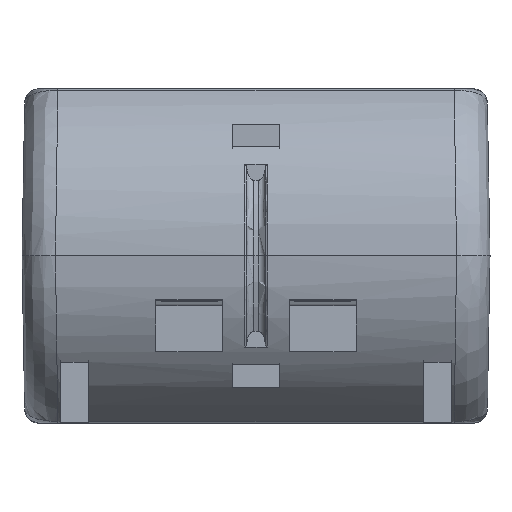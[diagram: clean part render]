
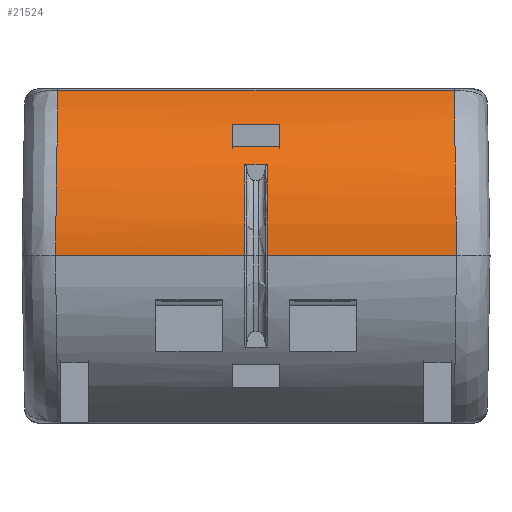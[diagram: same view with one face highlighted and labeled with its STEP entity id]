
A CAD part, top view. The second image highlights one B-rep face of the part: STEP entity #21524.
In plain terms, the highlighted cylindrical face has radius 19.5 mm (diameter 39 mm), a partial arc.
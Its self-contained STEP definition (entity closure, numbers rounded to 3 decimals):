
#1055=B_SPLINE_CURVE_WITH_KNOTS('',3,(#43887,#43888,#43889,#43890,#43891,
#43892,#43893,#43894,#43895,#43896,#43897,#43898,#43899,#43900,#43901,#43902,
#43903,#43904,#43905,#43906,#43907,#43908,#43909),.UNSPECIFIED.,.F.,.F.,
(4,1,1,1,1,1,1,1,1,1,1,1,1,1,1,1,1,1,1,1,4),(0.,0.125,0.25,0.313,0.375,
0.406,0.438,0.469,0.484,0.492,0.5,0.508,0.516,0.531,
0.563,0.594,0.625,0.688,0.75,0.875,1.),.UNSPECIFIED.);
#1056=B_SPLINE_CURVE_WITH_KNOTS('',3,(#43966,#43967,#43968,#43969,#43970,
#43971,#43972,#43973,#43974,#43975,#43976,#43977,#43978,#43979,#43980,#43981,
#43982,#43983,#43984,#43985,#43986,#43987,#43988),.UNSPECIFIED.,.F.,.F.,
(4,1,1,1,1,1,1,1,1,1,1,1,1,1,1,1,1,1,1,1,4),(0.,0.125,0.25,0.313,0.375,
0.406,0.438,0.469,0.484,0.492,0.5,0.508,0.516,0.531,
0.563,0.594,0.625,0.688,0.75,0.875,1.),.UNSPECIFIED.);
#1300=CYLINDRICAL_SURFACE('',#23335,19.5);
#1739=CIRCLE('',#23320,19.5);
#1741=CIRCLE('',#23324,19.5);
#1744=CIRCLE('',#23330,19.5);
#1745=CIRCLE('',#23333,19.5);
#7923=ORIENTED_EDGE('',*,*,#11180,.T.);
#7924=ORIENTED_EDGE('',*,*,#11181,.T.);
#7925=ORIENTED_EDGE('',*,*,#11175,.T.);
#7926=ORIENTED_EDGE('',*,*,#11168,.T.);
#7927=ORIENTED_EDGE('',*,*,#11170,.T.);
#7928=ORIENTED_EDGE('',*,*,#11172,.T.);
#7929=ORIENTED_EDGE('',*,*,#11174,.T.);
#7930=ORIENTED_EDGE('',*,*,#11179,.T.);
#7931=ORIENTED_EDGE('',*,*,#11188,.T.);
#7932=ORIENTED_EDGE('',*,*,#11189,.T.);
#7933=ORIENTED_EDGE('',*,*,#11184,.T.);
#7934=ORIENTED_EDGE('',*,*,#11186,.T.);
#11168=EDGE_CURVE('',#13269,#13270,#1739,.T.);
#11170=EDGE_CURVE('',#13270,#13271,#15223,.T.);
#11172=EDGE_CURVE('',#13271,#13272,#1741,.T.);
#11174=EDGE_CURVE('',#13272,#13273,#15224,.T.);
#11175=EDGE_CURVE('',#13274,#13269,#15225,.T.);
#11179=EDGE_CURVE('',#13273,#13263,#1055,.T.);
#11180=EDGE_CURVE('',#13263,#13265,#15226,.T.);
#11181=EDGE_CURVE('',#13265,#13274,#1056,.T.);
#11184=EDGE_CURVE('',#13275,#13276,#1744,.T.);
#11186=EDGE_CURVE('',#13276,#13277,#15230,.T.);
#11188=EDGE_CURVE('',#13277,#13278,#1745,.T.);
#11189=EDGE_CURVE('',#13278,#13275,#15232,.T.);
#13263=VERTEX_POINT('',#43628);
#13265=VERTEX_POINT('',#43750);
#13269=VERTEX_POINT('',#43796);
#13270=VERTEX_POINT('',#43802);
#13271=VERTEX_POINT('',#43810);
#13272=VERTEX_POINT('',#43814);
#13273=VERTEX_POINT('',#43822);
#13274=VERTEX_POINT('',#43825);
#13275=VERTEX_POINT('',#43991);
#13276=VERTEX_POINT('',#43993);
#13277=VERTEX_POINT('',#43997);
#13278=VERTEX_POINT('',#44001);
#15223=LINE('',#43811,#17185);
#15224=LINE('',#43823,#17186);
#15225=LINE('',#43824,#17187);
#15226=LINE('',#43911,#17188);
#15230=LINE('',#43998,#17192);
#15232=LINE('',#44004,#17194);
#17185=VECTOR('',#28336,1000.);
#17186=VECTOR('',#28345,1000.);
#17187=VECTOR('',#28346,1000.);
#17188=VECTOR('',#28353,1000.);
#17192=VECTOR('',#28363,1000.);
#17194=VECTOR('',#28371,1000.);
#18467=EDGE_LOOP('',(#7923,#7924,#7925,#7926,#7927,#7928,#7929,#7930));
#18468=EDGE_LOOP('',(#7931,#7932,#7933,#7934));
#19714=FACE_BOUND('',#18467,.T.);
#19715=FACE_BOUND('',#18468,.T.);
#21524=ADVANCED_FACE('',(#19714,#19715),#1300,.T.);
#23320=AXIS2_PLACEMENT_3D('',#43803,#28332,#28333);
#23324=AXIS2_PLACEMENT_3D('',#43815,#28341,#28342);
#23330=AXIS2_PLACEMENT_3D('',#43994,#28358,#28359);
#23333=AXIS2_PLACEMENT_3D('',#44002,#28367,#28368);
#23335=AXIS2_PLACEMENT_3D('',#44005,#28372,#28373);
#28332=DIRECTION('',(-1.,0.,0.));
#28333=DIRECTION('',(0.,0.,-1.));
#28336=DIRECTION('',(1.,0.,0.));
#28341=DIRECTION('',(1.,0.,0.));
#28342=DIRECTION('',(0.,0.,-1.));
#28345=DIRECTION('',(1.,0.,0.));
#28346=DIRECTION('',(1.,0.,0.));
#28353=DIRECTION('',(-1.,0.,0.));
#28358=DIRECTION('',(-1.,0.,0.));
#28359=DIRECTION('',(0.,0.,-1.));
#28363=DIRECTION('',(1.,0.,0.));
#28367=DIRECTION('',(1.,0.,0.));
#28368=DIRECTION('',(0.,0.,-1.));
#28371=DIRECTION('',(-1.,0.,0.));
#28372=DIRECTION('',(1.,0.,0.));
#28373=DIRECTION('',(0.,0.,-1.));
#43628=CARTESIAN_POINT('',(20.751,-17.333,-31.933));
#43750=CARTESIAN_POINT('',(-20.751,-17.333,-31.933));
#43796=CARTESIAN_POINT('',(-1.179,0.,-42.5));
#43802=CARTESIAN_POINT('',(-1.179,-9.558,-39.997));
#43803=CARTESIAN_POINT('',(-1.179,0.,-23.));
#43810=CARTESIAN_POINT('',(1.179,-9.558,-39.997));
#43811=CARTESIAN_POINT('',(-24.5,-9.558,-39.997));
#43814=CARTESIAN_POINT('',(1.179,0.,-42.5));
#43815=CARTESIAN_POINT('',(1.179,0.,-23.));
#43822=CARTESIAN_POINT('',(20.999,0.,-42.5));
#43823=CARTESIAN_POINT('',(-24.5,0.,-42.5));
#43824=CARTESIAN_POINT('',(-24.5,0.,-42.5));
#43825=CARTESIAN_POINT('',(-20.999,0.,-42.5));
#43887=CARTESIAN_POINT('',(20.999,0.,-42.5));
#43888=CARTESIAN_POINT('',(20.983,-1.18,-42.5));
#43889=CARTESIAN_POINT('',(20.951,-3.393,-42.286));
#43890=CARTESIAN_POINT('',(20.918,-5.727,-41.676));
#43891=CARTESIAN_POINT('',(20.895,-7.328,-41.084));
#43892=CARTESIAN_POINT('',(20.882,-8.221,-40.689));
#43893=CARTESIAN_POINT('',(20.873,-8.872,-40.367));
#43894=CARTESIAN_POINT('',(20.866,-9.329,-40.126));
#43895=CARTESIAN_POINT('',(20.861,-9.687,-39.925));
#43896=CARTESIAN_POINT('',(20.857,-9.92,-39.789));
#43897=CARTESIAN_POINT('',(20.855,-10.058,-39.706));
#43898=CARTESIAN_POINT('',(20.854,-10.133,-39.66));
#43899=CARTESIAN_POINT('',(20.852,-10.309,-39.553));
#43900=CARTESIAN_POINT('',(20.849,-10.505,-39.429));
#43901=CARTESIAN_POINT('',(20.844,-10.862,-39.198));
#43902=CARTESIAN_POINT('',(20.837,-11.349,-38.862));
#43903=CARTESIAN_POINT('',(20.829,-11.917,-38.44));
#43904=CARTESIAN_POINT('',(20.818,-12.644,-37.858));
#43905=CARTESIAN_POINT('',(20.806,-13.501,-37.093));
#43906=CARTESIAN_POINT('',(20.788,-14.756,-35.803));
#43907=CARTESIAN_POINT('',(20.769,-16.107,-34.09));
#43908=CARTESIAN_POINT('',(20.757,-16.961,-32.657));
#43909=CARTESIAN_POINT('',(20.751,-17.333,-31.933));
#43911=CARTESIAN_POINT('',(-24.5,-17.333,-31.933));
#43966=CARTESIAN_POINT('',(-20.751,-17.333,-31.933));
#43967=CARTESIAN_POINT('',(-20.757,-16.961,-32.657));
#43968=CARTESIAN_POINT('',(-20.769,-16.107,-34.09));
#43969=CARTESIAN_POINT('',(-20.788,-14.756,-35.803));
#43970=CARTESIAN_POINT('',(-20.806,-13.501,-37.093));
#43971=CARTESIAN_POINT('',(-20.818,-12.644,-37.858));
#43972=CARTESIAN_POINT('',(-20.829,-11.917,-38.44));
#43973=CARTESIAN_POINT('',(-20.837,-11.349,-38.862));
#43974=CARTESIAN_POINT('',(-20.844,-10.862,-39.198));
#43975=CARTESIAN_POINT('',(-20.849,-10.505,-39.429));
#43976=CARTESIAN_POINT('',(-20.852,-10.309,-39.553));
#43977=CARTESIAN_POINT('',(-20.854,-10.133,-39.66));
#43978=CARTESIAN_POINT('',(-20.855,-10.058,-39.706));
#43979=CARTESIAN_POINT('',(-20.857,-9.92,-39.789));
#43980=CARTESIAN_POINT('',(-20.861,-9.688,-39.925));
#43981=CARTESIAN_POINT('',(-20.866,-9.329,-40.126));
#43982=CARTESIAN_POINT('',(-20.873,-8.872,-40.367));
#43983=CARTESIAN_POINT('',(-20.882,-8.221,-40.689));
#43984=CARTESIAN_POINT('',(-20.895,-7.328,-41.084));
#43985=CARTESIAN_POINT('',(-20.918,-5.727,-41.676));
#43986=CARTESIAN_POINT('',(-20.951,-3.393,-42.286));
#43987=CARTESIAN_POINT('',(-20.983,-1.18,-42.5));
#43988=CARTESIAN_POINT('',(-20.999,0.,-42.5));
#43991=CARTESIAN_POINT('',(-2.5,-11.428,-38.8));
#43993=CARTESIAN_POINT('',(-2.5,-13.777,-36.8));
#43994=CARTESIAN_POINT('',(-2.5,0.,-23.));
#43997=CARTESIAN_POINT('',(2.5,-13.777,-36.8));
#43998=CARTESIAN_POINT('',(-24.5,-13.777,-36.8));
#44001=CARTESIAN_POINT('',(2.5,-11.428,-38.8));
#44002=CARTESIAN_POINT('',(2.5,0.,-23.));
#44004=CARTESIAN_POINT('',(-24.5,-11.428,-38.8));
#44005=CARTESIAN_POINT('',(-24.5,0.,-23.));
